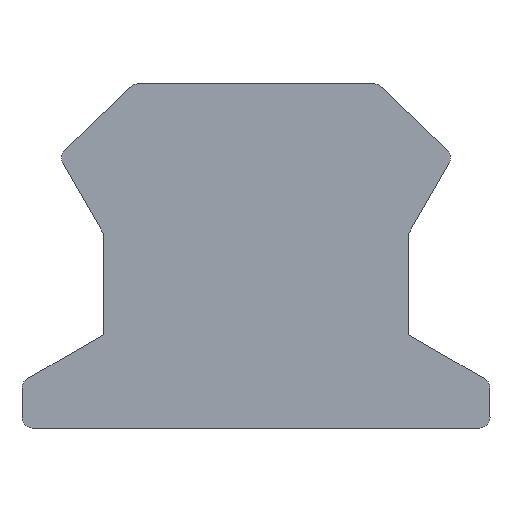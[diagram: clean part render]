
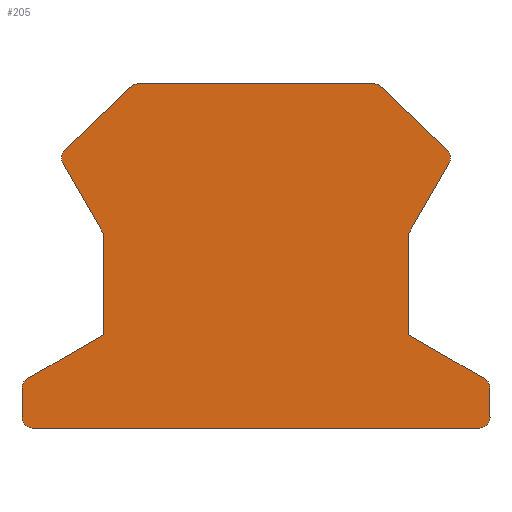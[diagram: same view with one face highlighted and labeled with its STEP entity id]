
A CAD part, left-side view. The second image highlights one B-rep face of the part: STEP entity #205.
In plain terms, the highlighted planar face has unit normal (-1, 0, 0).
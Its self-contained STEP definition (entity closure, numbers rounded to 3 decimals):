
#30=CARTESIAN_POINT('',(0.,0.,21.35));
#31=DIRECTION('',(0.,1.,0.));
#32=DIRECTION('',(1.,0.,0.));
#33=AXIS2_PLACEMENT_3D('',#30,#32,#31);
#34=PLANE('',#33);
#35=CARTESIAN_POINT('',(0.,-20.365,0.));
#36=VERTEX_POINT('',#35);
#37=CARTESIAN_POINT('',(0.,20.365,0.));
#38=VERTEX_POINT('',#37);
#39=CARTESIAN_POINT('',(0.,-20.365,0.));
#40=DIRECTION('',(0.,1.,0.));
#41=VECTOR('',#40,40.73);
#42=LINE('',#39,#41);
#43=EDGE_CURVE('',#36,#38,#42,.T.);
#44=ORIENTED_EDGE('E1',*,*,#43,.T.);
#45=CARTESIAN_POINT('',(0.,21.35,0.985));
#46=VERTEX_POINT('',#45);
#47=CARTESIAN_POINT('',(0.,20.365,0.985));
#48=DIRECTION('',(0.,0.,-1.));
#49=DIRECTION('',(1.,0.,-0.));
#50=AXIS2_PLACEMENT_3D('',#47,#49,#48);
#51=CIRCLE('',#50,0.985);
#52=EDGE_CURVE('',#38,#46,#51,.T.);
#53=ORIENTED_EDGE('E2',*,*,#52,.T.);
#54=CARTESIAN_POINT('',(0.,21.35,3.65));
#55=VERTEX_POINT('',#54);
#56=CARTESIAN_POINT('',(0.,21.35,0.985));
#57=DIRECTION('',(0.,0.,1.));
#58=VECTOR('',#57,2.664);
#59=LINE('',#56,#58);
#60=EDGE_CURVE('',#46,#55,#59,.T.);
#61=ORIENTED_EDGE('E3',*,*,#60,.T.);
#62=CARTESIAN_POINT('',(0.,20.83,4.518));
#63=VERTEX_POINT('',#62);
#64=CARTESIAN_POINT('',(0.,20.365,3.65));
#65=DIRECTION('',(0.,1.,0.));
#66=DIRECTION('',(1.,0.,0.));
#67=AXIS2_PLACEMENT_3D('',#64,#66,#65);
#68=CIRCLE('',#67,0.985);
#69=EDGE_CURVE('',#55,#63,#68,.T.);
#70=ORIENTED_EDGE('E4',*,*,#69,.T.);
#71=CARTESIAN_POINT('',(0.,13.9,8.511));
#72=VERTEX_POINT('',#71);
#73=CARTESIAN_POINT('',(0.,20.83,4.518));
#74=DIRECTION('',(0.,-0.866,0.499));
#75=VECTOR('',#74,7.998);
#76=LINE('',#73,#75);
#77=EDGE_CURVE('',#63,#72,#76,.T.);
#78=ORIENTED_EDGE('E5',*,*,#77,.T.);
#79=CARTESIAN_POINT('',(0.,13.9,17.705));
#80=VERTEX_POINT('',#79);
#81=CARTESIAN_POINT('',(0.,13.9,8.511));
#82=DIRECTION('',(0.,0.,1.));
#83=VECTOR('',#82,9.194);
#84=LINE('',#81,#83);
#85=EDGE_CURVE('',#72,#80,#84,.T.);
#86=ORIENTED_EDGE('E6',*,*,#85,.T.);
#87=CARTESIAN_POINT('',(0.,17.605,24.124));
#88=VERTEX_POINT('',#87);
#89=CARTESIAN_POINT('',(0.,13.9,17.705));
#90=DIRECTION('',(0.,0.5,0.866));
#91=VECTOR('',#90,7.412);
#92=LINE('',#89,#91);
#93=EDGE_CURVE('',#80,#88,#92,.T.);
#94=ORIENTED_EDGE('E7',*,*,#93,.T.);
#95=CARTESIAN_POINT('',(0.,17.462,25.329));
#96=VERTEX_POINT('',#95);
#97=CARTESIAN_POINT('',(0.,16.773,24.636));
#98=DIRECTION('',(0.,0.852,-0.523));
#99=DIRECTION('',(1.,0.,0.));
#100=AXIS2_PLACEMENT_3D('',#97,#99,#98);
#101=CIRCLE('',#100,0.977);
#102=EDGE_CURVE('',#88,#96,#101,.T.);
#103=ORIENTED_EDGE('E8',*,*,#102,.T.);
#104=CARTESIAN_POINT('',(0.,11.235,31.292));
#105=VERTEX_POINT('',#104);
#106=CARTESIAN_POINT('',(0.,17.462,25.329));
#107=DIRECTION('',(0.,-0.722,0.692));
#108=VECTOR('',#107,8.622);
#109=LINE('',#106,#108);
#110=EDGE_CURVE('',#96,#105,#109,.T.);
#111=ORIENTED_EDGE('E9',*,*,#110,.T.);
#112=CARTESIAN_POINT('',(0.,10.842,31.4));
#113=VERTEX_POINT('',#112);
#114=CARTESIAN_POINT('',(0.,10.842,30.63));
#115=DIRECTION('',(0.,0.511,0.86));
#116=DIRECTION('',(1.,0.,0.));
#117=AXIS2_PLACEMENT_3D('',#114,#116,#115);
#118=CIRCLE('',#117,0.77);
#119=EDGE_CURVE('',#105,#113,#118,.T.);
#120=ORIENTED_EDGE('E10',*,*,#119,.T.);
#121=CARTESIAN_POINT('',(0.,-10.842,31.4));
#122=VERTEX_POINT('',#121);
#123=CARTESIAN_POINT('',(0.,10.842,31.4));
#124=DIRECTION('',(0.,-1.,0.));
#125=VECTOR('',#124,21.685);
#126=LINE('',#123,#125);
#127=EDGE_CURVE('',#113,#122,#126,.T.);
#128=ORIENTED_EDGE('E11',*,*,#127,.T.);
#129=CARTESIAN_POINT('',(0.,-11.235,31.292));
#130=VERTEX_POINT('',#129);
#131=CARTESIAN_POINT('',(0.,-10.842,30.63));
#132=DIRECTION('',(0.,0.,1.));
#133=DIRECTION('',(1.,0.,0.));
#134=AXIS2_PLACEMENT_3D('',#131,#133,#132);
#135=CIRCLE('',#134,0.77);
#136=EDGE_CURVE('',#122,#130,#135,.T.);
#137=ORIENTED_EDGE('E12',*,*,#136,.T.);
#138=CARTESIAN_POINT('',(0.,-17.462,25.329));
#139=VERTEX_POINT('',#138);
#140=CARTESIAN_POINT('',(0.,-11.235,31.292));
#141=DIRECTION('',(0.,-0.722,-0.692));
#142=VECTOR('',#141,8.622);
#143=LINE('',#140,#142);
#144=EDGE_CURVE('',#130,#139,#143,.T.);
#145=ORIENTED_EDGE('E13',*,*,#144,.T.);
#146=CARTESIAN_POINT('',(0.,-17.605,24.124));
#147=VERTEX_POINT('',#146);
#148=CARTESIAN_POINT('',(0.,-16.773,24.636));
#149=DIRECTION('',(0.,-0.705,0.709));
#150=DIRECTION('',(1.,0.,0.));
#151=AXIS2_PLACEMENT_3D('',#148,#150,#149);
#152=CIRCLE('',#151,0.977);
#153=EDGE_CURVE('',#139,#147,#152,.T.);
#154=ORIENTED_EDGE('E14',*,*,#153,.T.);
#155=CARTESIAN_POINT('',(0.,-13.9,17.705));
#156=VERTEX_POINT('',#155);
#157=CARTESIAN_POINT('',(0.,-17.605,24.124));
#158=DIRECTION('',(0.,0.5,-0.866));
#159=VECTOR('',#158,7.412);
#160=LINE('',#157,#159);
#161=EDGE_CURVE('',#147,#156,#160,.T.);
#162=ORIENTED_EDGE('E15',*,*,#161,.T.);
#163=CARTESIAN_POINT('',(0.,-13.9,8.511));
#164=VERTEX_POINT('',#163);
#165=CARTESIAN_POINT('',(0.,-13.9,17.705));
#166=DIRECTION('',(0.,0.,-1.));
#167=VECTOR('',#166,9.194);
#168=LINE('',#165,#167);
#169=EDGE_CURVE('',#156,#164,#168,.T.);
#170=ORIENTED_EDGE('E16',*,*,#169,.T.);
#171=CARTESIAN_POINT('',(0.,-20.83,4.518));
#172=VERTEX_POINT('',#171);
#173=CARTESIAN_POINT('',(0.,-13.9,8.511));
#174=DIRECTION('',(0.,-0.866,-0.499));
#175=VECTOR('',#174,7.998);
#176=LINE('',#173,#175);
#177=EDGE_CURVE('',#164,#172,#176,.T.);
#178=ORIENTED_EDGE('E17',*,*,#177,.T.);
#179=CARTESIAN_POINT('',(0.,-21.35,3.65));
#180=VERTEX_POINT('',#179);
#181=CARTESIAN_POINT('',(0.,-20.365,3.65));
#182=DIRECTION('',(0.,-0.472,0.881));
#183=DIRECTION('',(1.,0.,0.));
#184=AXIS2_PLACEMENT_3D('',#181,#183,#182);
#185=CIRCLE('',#184,0.985);
#186=EDGE_CURVE('',#172,#180,#185,.T.);
#187=ORIENTED_EDGE('E18',*,*,#186,.T.);
#188=CARTESIAN_POINT('',(0.,-21.35,0.985));
#189=VERTEX_POINT('',#188);
#190=CARTESIAN_POINT('',(0.,-21.35,3.65));
#191=DIRECTION('',(0.,0.,-1.));
#192=VECTOR('',#191,2.664);
#193=LINE('',#190,#192);
#194=EDGE_CURVE('',#180,#189,#193,.T.);
#195=ORIENTED_EDGE('E19',*,*,#194,.T.);
#196=CARTESIAN_POINT('',(0.,-20.365,0.985));
#197=DIRECTION('',(0.,-1.,0.));
#198=DIRECTION('',(1.,-0.,0.));
#199=AXIS2_PLACEMENT_3D('',#196,#198,#197);
#200=CIRCLE('',#199,0.985);
#201=EDGE_CURVE('',#189,#36,#200,.T.);
#202=ORIENTED_EDGE('E20',*,*,#201,.T.);
#203=EDGE_LOOP('',(#44,#53,#61,#70,#78,#86,#94,#103,#111,#120,#128,#137,#145,#154,#162,#170,#178,#187,#195,#202));
#204=FACE_OUTER_BOUND('',#203,.F.);
#205=ADVANCED_FACE('F1',(#204),#34,.F.);
